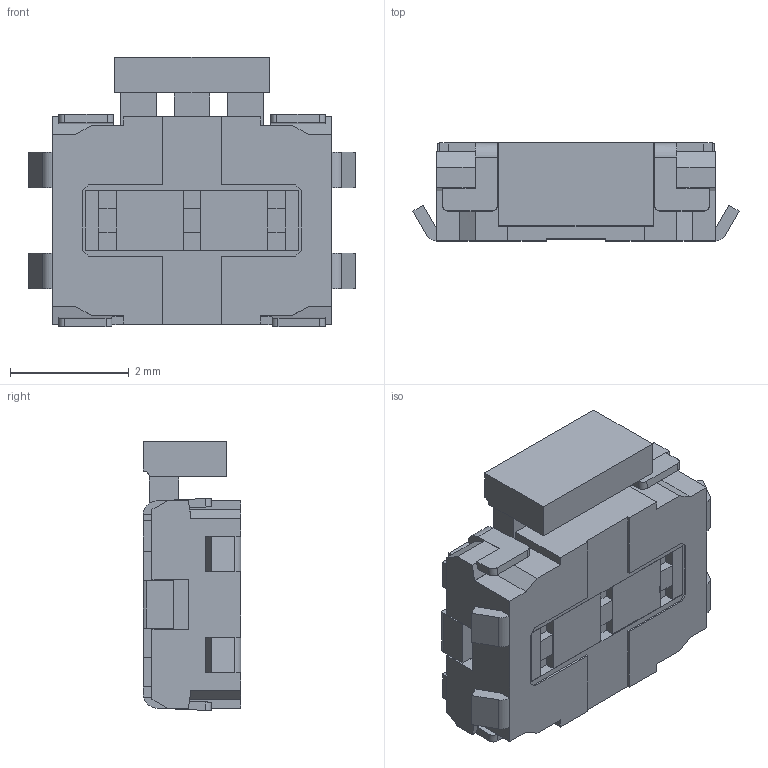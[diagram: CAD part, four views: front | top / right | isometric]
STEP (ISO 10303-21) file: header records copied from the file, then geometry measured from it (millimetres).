
FILE_DESCRIPTION (( 'STEP AP214' ), '1' );
FILE_NAME ('EVQPUB02K.STEP', '2013-05-09T00:59:15', ( '' ), ( '' ), 'SwSTEP 2.0', 'SolidWorks 2011', '' );
FILE_SCHEMA (( 'AUTOMOTIVE_DESIGN' ));
Length unit declared in the file: millimetre
Products named in the file (1): EVQPUB02K
Bounding box: 5.5 x 1.65 x 4.54 mm (x, y, z)
Volume: 27.3 mm3; surface area: 91.5 mm2
Topology: 1 solids, 1 shells, 273 faces, 802 edges, 527 vertices
Faces by surface type: plane 240, cylinder 31, bspline 2
Entity records: 9043 total; most frequent: CARTESIAN_POINT 1692, ORIENTED_EDGE 1604, DIRECTION 1409, EDGE_CURVE 802, VECTOR 729, LINE 729, VERTEX_POINT 527, AXIS2_PLACEMENT_3D 340
